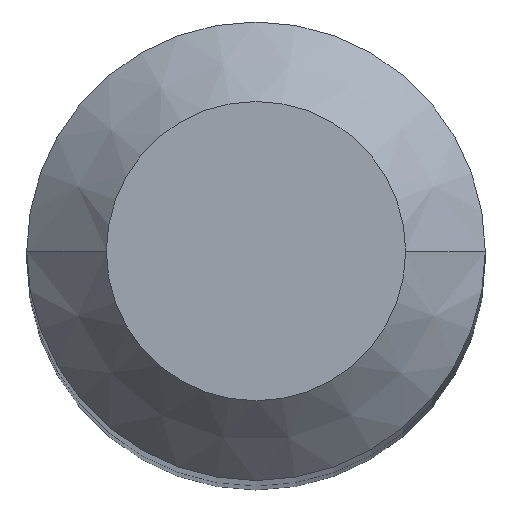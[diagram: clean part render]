
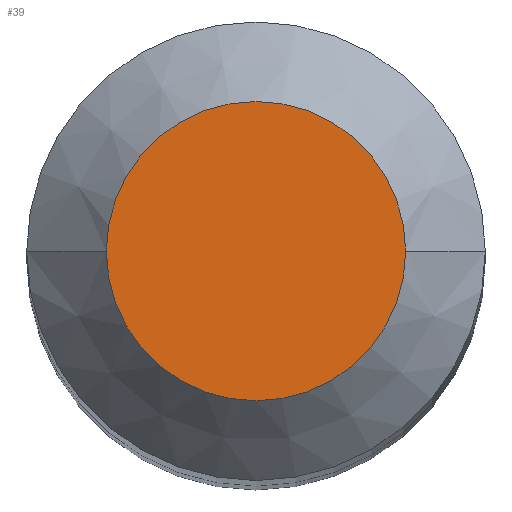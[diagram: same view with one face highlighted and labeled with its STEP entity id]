
A CAD part, top view. The second image highlights one B-rep face of the part: STEP entity #39.
In plain terms, the highlighted planar face has unit normal (0, 0, 1).
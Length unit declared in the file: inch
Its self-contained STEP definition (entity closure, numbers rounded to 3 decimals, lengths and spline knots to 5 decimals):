
#34 = EDGE_CURVE ( 'NONE', #200, #142, #222, .T. ) ;
#39 = ADVANCED_FACE ( 'NONE', ( #86 ), #356, .F. ) ;
#54 = DIRECTION ( 'NONE',  ( 0., 0., 1. ) ) ;
#55 = CARTESIAN_POINT ( 'NONE',  ( -0.05875, 0., 0. ) ) ;
#79 = DIRECTION ( 'NONE',  ( -1., 0., 0. ) ) ;
#85 = DIRECTION ( 'NONE',  ( 0., 0., -1. ) ) ;
#86 = FACE_OUTER_BOUND ( 'NONE', #277, .T. ) ;
#142 = VERTEX_POINT ( 'NONE', #211 ) ;
#145 = DIRECTION ( 'NONE',  ( 1., 0., 0. ) ) ;
#151 = EDGE_CURVE ( 'NONE', #142, #200, #155, .T. ) ;
#155 = CIRCLE ( 'NONE', #215, 0.05875 ) ;
#167 = ORIENTED_EDGE ( 'NONE', *, *, #151, .T. ) ;
#172 = ORIENTED_EDGE ( 'NONE', *, *, #34, .T. ) ;
#181 = DIRECTION ( 'NONE',  ( 1., 0., 0. ) ) ;
#183 = CARTESIAN_POINT ( 'NONE',  ( 0., 0., 0. ) ) ;
#194 = AXIS2_PLACEMENT_3D ( 'NONE', #183, #384, #145 ) ;
#200 = VERTEX_POINT ( 'NONE', #55 ) ;
#211 = CARTESIAN_POINT ( 'NONE',  ( 0.05875, 0., 0. ) ) ;
#215 = AXIS2_PLACEMENT_3D ( 'NONE', #321, #54, #181 ) ;
#222 = CIRCLE ( 'NONE', #194, 0.05875 ) ;
#238 = AXIS2_PLACEMENT_3D ( 'NONE', #385, #85, #79 ) ;
#277 = EDGE_LOOP ( 'NONE', ( #172, #167 ) ) ;
#321 = CARTESIAN_POINT ( 'NONE',  ( 0., 0., 0. ) ) ;
#356 = PLANE ( 'NONE',  #238 ) ;
#384 = DIRECTION ( 'NONE',  ( 0., 0., 1. ) ) ;
#385 = CARTESIAN_POINT ( 'NONE',  ( 0., 0., 0. ) ) ;
